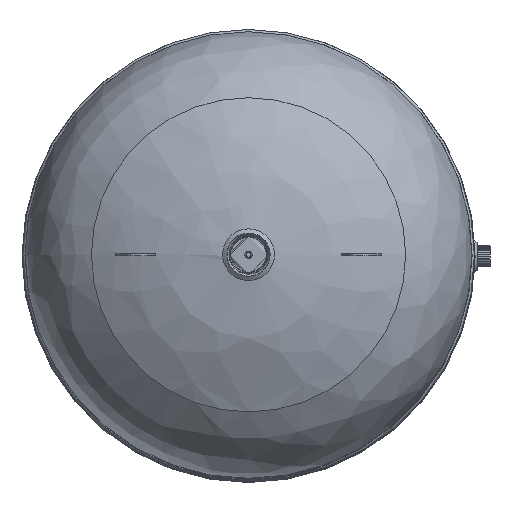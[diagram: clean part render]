
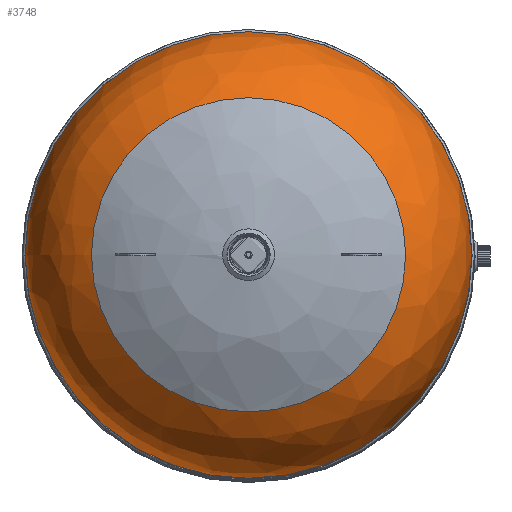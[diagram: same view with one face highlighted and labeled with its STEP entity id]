
A CAD part, top view. The second image highlights one B-rep face of the part: STEP entity #3748.
In plain terms, the highlighted free-form (B-spline) face has degree [2, 2] with [3, 9] control points.
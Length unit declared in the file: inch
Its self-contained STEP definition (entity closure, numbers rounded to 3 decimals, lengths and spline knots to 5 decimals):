
#17=(
BOUNDED_CURVE()
B_SPLINE_CURVE(2,(#6297,#6298,#6299),.UNSPECIFIED.,.F.,.F.)
B_SPLINE_CURVE_WITH_KNOTS((3,3),(0.01232,1.06688),
 .UNSPECIFIED.)
CURVE()
GEOMETRIC_REPRESENTATION_ITEM()
RATIONAL_B_SPLINE_CURVE((1.,0.864,1.))
REPRESENTATION_ITEM('')
);
#23=(
BOUNDED_SURFACE()
B_SPLINE_SURFACE(2,2,((#6270,#6271,#6272,#6273,#6274,#6275,#6276,#6277,
#6278),(#6279,#6280,#6281,#6282,#6283,#6284,#6285,#6286,#6287),(#6288,#6289,
#6290,#6291,#6292,#6293,#6294,#6295,#6296)),.UNSPECIFIED.,.F.,.T.,.F.)
B_SPLINE_SURFACE_WITH_KNOTS((3,3),(3,2,2,2,3),(-1.06688,-0.01232),
(-3.14159,-1.5708,0.,1.5708,3.14159),
 .UNSPECIFIED.)
GEOMETRIC_REPRESENTATION_ITEM()
RATIONAL_B_SPLINE_SURFACE(((1.,0.707,1.,0.707,1.,
0.707,1.,0.707,1.),(0.864,0.611,
0.864,0.611,0.864,0.611,
0.864,0.611,0.864),(1.,0.707,
1.,0.707,1.,0.707,1.,0.707,1.)))
REPRESENTATION_ITEM('')
SURFACE()
);
#426=FACE_OUTER_BOUND('',#679,.T.);
#679=EDGE_LOOP('',(#2770,#2771,#2772,#2773));
#1334=CIRCLE('',#4080,14.76378);
#1335=CIRCLE('',#4081,10.38679);
#1571=VERTEX_POINT('',#6177);
#1572=VERTEX_POINT('',#6206);
#1994=EDGE_CURVE('',#1571,#1571,#1334,.T.);
#1995=EDGE_CURVE('',#1572,#1572,#1335,.T.);
#2026=EDGE_CURVE('',#1571,#1572,#17,.T.);
#2770=ORIENTED_EDGE('',*,*,#1994,.T.);
#2771=ORIENTED_EDGE('',*,*,#2026,.T.);
#2772=ORIENTED_EDGE('',*,*,#1995,.F.);
#2773=ORIENTED_EDGE('',*,*,#2026,.F.);
#3748=ADVANCED_FACE('',(#426),#23,.T.);
#4080=AXIS2_PLACEMENT_3D('',#6178,#4790,#4791);
#4081=AXIS2_PLACEMENT_3D('',#6207,#4792,#4793);
#4790=DIRECTION('center_axis',(0.,0.,1.));
#4791=DIRECTION('ref_axis',(-1.,0.,0.));
#4792=DIRECTION('center_axis',(0.,0.,1.));
#4793=DIRECTION('ref_axis',(-1.,0.,0.));
#6177=CARTESIAN_POINT('',(189.89466,0.,1131.30105));
#6178=CARTESIAN_POINT('Origin',(204.65844,0.,1131.30105));
#6206=CARTESIAN_POINT('',(194.27165,0.,1138.60959));
#6207=CARTESIAN_POINT('Origin',(204.65844,0.,1138.60959));
#6270=CARTESIAN_POINT('Ctrl Pts',(194.27165,0.,1138.60959));
#6271=CARTESIAN_POINT('Ctrl Pts',(194.27165,-10.38679,1138.60959));
#6272=CARTESIAN_POINT('Ctrl Pts',(204.65844,-10.38679,1138.60959));
#6273=CARTESIAN_POINT('Ctrl Pts',(215.04523,-10.38679,1138.60959));
#6274=CARTESIAN_POINT('Ctrl Pts',(215.04523,0.,1138.60959));
#6275=CARTESIAN_POINT('Ctrl Pts',(215.04523,10.38679,1138.60959));
#6276=CARTESIAN_POINT('Ctrl Pts',(204.65844,10.38679,1138.60959));
#6277=CARTESIAN_POINT('Ctrl Pts',(194.27165,10.38679,1138.60959));
#6278=CARTESIAN_POINT('Ctrl Pts',(194.27165,0.,1138.60959));
#6279=CARTESIAN_POINT('Ctrl Pts',(189.95539,0.,1136.22961));
#6280=CARTESIAN_POINT('Ctrl Pts',(189.95539,-14.70304,1136.22961));
#6281=CARTESIAN_POINT('Ctrl Pts',(204.65844,-14.70304,1136.22961));
#6282=CARTESIAN_POINT('Ctrl Pts',(219.36148,-14.70304,1136.22961));
#6283=CARTESIAN_POINT('Ctrl Pts',(219.36148,0.,1136.22961));
#6284=CARTESIAN_POINT('Ctrl Pts',(219.36148,14.70304,1136.22961));
#6285=CARTESIAN_POINT('Ctrl Pts',(204.65844,14.70304,1136.22961));
#6286=CARTESIAN_POINT('Ctrl Pts',(189.95539,14.70304,1136.22961));
#6287=CARTESIAN_POINT('Ctrl Pts',(189.95539,0.,1136.22961));
#6288=CARTESIAN_POINT('Ctrl Pts',(189.89466,0.,1131.30105));
#6289=CARTESIAN_POINT('Ctrl Pts',(189.89466,-14.76378,1131.30105));
#6290=CARTESIAN_POINT('Ctrl Pts',(204.65844,-14.76378,1131.30105));
#6291=CARTESIAN_POINT('Ctrl Pts',(219.42222,-14.76378,1131.30105));
#6292=CARTESIAN_POINT('Ctrl Pts',(219.42222,0.,1131.30105));
#6293=CARTESIAN_POINT('Ctrl Pts',(219.42222,14.76378,1131.30105));
#6294=CARTESIAN_POINT('Ctrl Pts',(204.65844,14.76378,1131.30105));
#6295=CARTESIAN_POINT('Ctrl Pts',(189.89466,14.76378,1131.30105));
#6296=CARTESIAN_POINT('Ctrl Pts',(189.89466,0.,1131.30105));
#6297=CARTESIAN_POINT('Ctrl Pts',(189.89466,0.,1131.30105));
#6298=CARTESIAN_POINT('Ctrl Pts',(189.95539,0.,1136.22961));
#6299=CARTESIAN_POINT('Ctrl Pts',(194.27165,0.,1138.60959));
